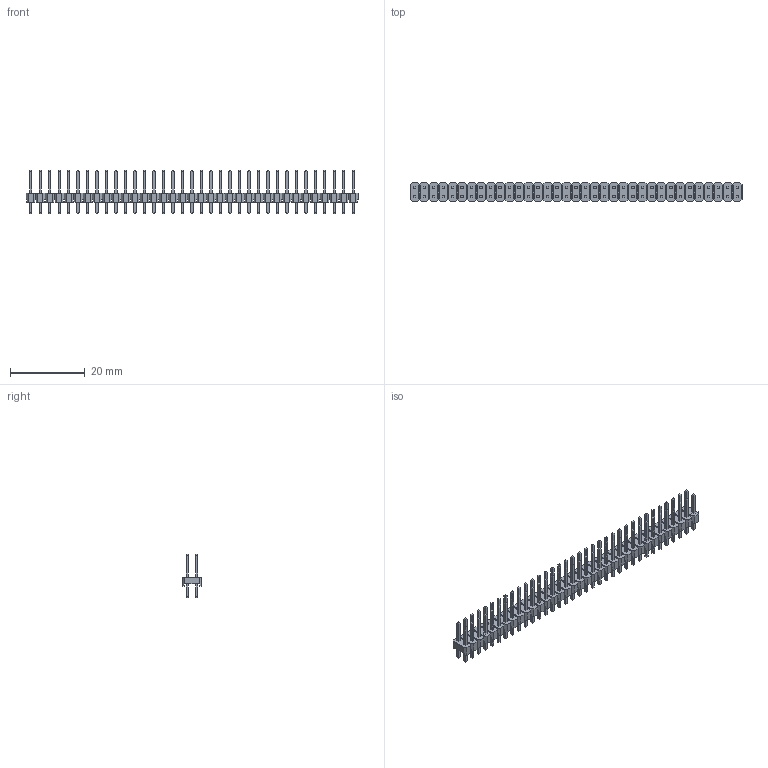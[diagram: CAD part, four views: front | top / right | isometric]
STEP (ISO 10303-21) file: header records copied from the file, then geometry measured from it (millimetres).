
FILE_DESCRIPTION(('STEP AP214'), '1');
FILE_NAME('PLD', '', ('UNSPECIFIED'), ('UNSPECIFIED'), 'ASCON STEP Converter 1.6', 'ASCON Math Kernel', '');
FILE_SCHEMA(('AUTOMOTIVE_DESIGN { 1 0 10303 214 3 1 1}'));
Length unit declared in the file: millimetre
Bounding box: 88.9 x 5.08 x 11.6 mm (x, y, z)
Volume: 1079.9 mm3; surface area: 3213.5 mm2
Topology: 1 solids, 1 shells, 1792 faces, 4288 edges, 2672 vertices
Faces by surface type: plane 1792
Entity records: 64428 total; most frequent: CARTESIAN_POINT 8753, ORIENTED_EDGE 8576, DIRECTION 7874, EDGE_CURVE 4288, LINE 4288, VECTOR 4288, VERTEX_POINT 2672, FACE_BOUND 1966
